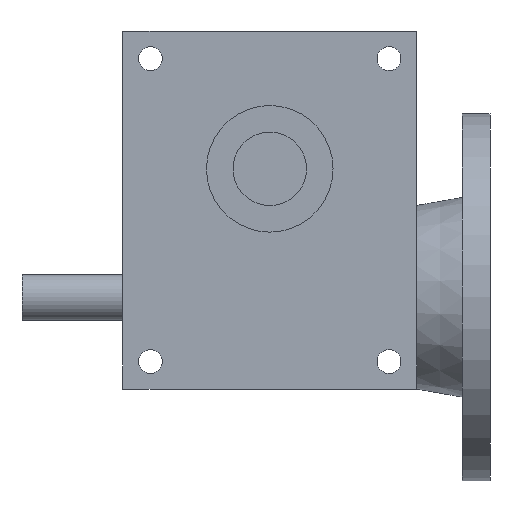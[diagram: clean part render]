
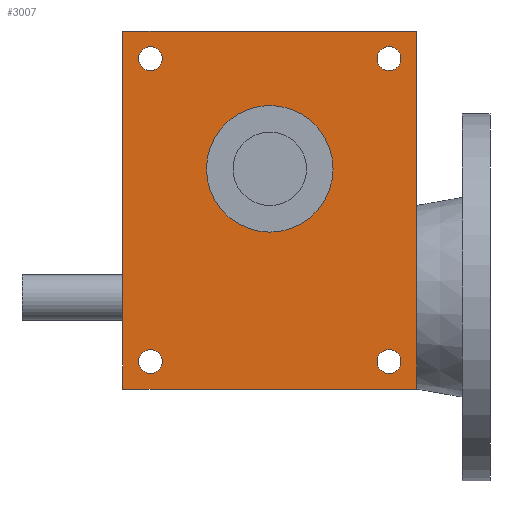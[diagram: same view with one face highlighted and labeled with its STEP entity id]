
A CAD part, front view. The second image highlights one B-rep face of the part: STEP entity #3007.
In plain terms, the highlighted planar face has unit normal (0, -1, 0).
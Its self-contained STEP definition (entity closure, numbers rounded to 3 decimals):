
#157=LINE('',#4552,#385);
#160=LINE('',#4568,#388);
#161=LINE('',#4570,#389);
#162=LINE('',#4572,#390);
#385=VECTOR('',#3717,1000.);
#388=VECTOR('',#3732,1000.);
#389=VECTOR('',#3733,1000.);
#390=VECTOR('',#3734,1000.);
#747=ORIENTED_EDGE('',*,*,#1407,.T.);
#748=ORIENTED_EDGE('',*,*,#1408,.T.);
#749=ORIENTED_EDGE('',*,*,#1409,.T.);
#750=ORIENTED_EDGE('',*,*,#1410,.T.);
#751=ORIENTED_EDGE('',*,*,#1411,.T.);
#752=ORIENTED_EDGE('',*,*,#1412,.T.);
#753=ORIENTED_EDGE('',*,*,#1413,.F.);
#754=ORIENTED_EDGE('',*,*,#1414,.F.);
#755=ORIENTED_EDGE('',*,*,#1404,.T.);
#1404=EDGE_CURVE('',#1764,#1763,#157,.T.);
#1407=EDGE_CURVE('',#1766,#1766,#2024,.T.);
#1408=EDGE_CURVE('',#1767,#1767,#2025,.T.);
#1409=EDGE_CURVE('',#1768,#1768,#2026,.T.);
#1410=EDGE_CURVE('',#1769,#1769,#2027,.T.);
#1411=EDGE_CURVE('',#1770,#1770,#2028,.T.);
#1412=EDGE_CURVE('',#1763,#1771,#160,.T.);
#1413=EDGE_CURVE('',#1772,#1771,#161,.T.);
#1414=EDGE_CURVE('',#1764,#1772,#162,.T.);
#1763=VERTEX_POINT('',#4551);
#1764=VERTEX_POINT('',#4553);
#1766=VERTEX_POINT('',#4559);
#1767=VERTEX_POINT('',#4561);
#1768=VERTEX_POINT('',#4563);
#1769=VERTEX_POINT('',#4565);
#1770=VERTEX_POINT('',#4567);
#1771=VERTEX_POINT('',#4569);
#1772=VERTEX_POINT('',#4571);
#2024=CIRCLE('',#3267,6.5);
#2025=CIRCLE('',#3268,6.5);
#2026=CIRCLE('',#3269,6.5);
#2027=CIRCLE('',#3270,6.5);
#2028=CIRCLE('',#3271,34.5);
#2217=EDGE_LOOP('',(#747));
#2218=EDGE_LOOP('',(#748));
#2219=EDGE_LOOP('',(#749));
#2220=EDGE_LOOP('',(#750));
#2221=EDGE_LOOP('',(#751));
#2222=EDGE_LOOP('',(#752,#753,#754,#755));
#2492=FACE_BOUND('',#2217,.T.);
#2493=FACE_BOUND('',#2218,.T.);
#2494=FACE_BOUND('',#2219,.T.);
#2495=FACE_BOUND('',#2220,.T.);
#2496=FACE_BOUND('',#2221,.T.);
#2497=FACE_BOUND('',#2222,.T.);
#2675=PLANE('',#3266);
#3007=ADVANCED_FACE('',(#2492,#2493,#2494,#2495,#2496,#2497),#2675,.F.);
#3266=AXIS2_PLACEMENT_3D('',#4557,#3720,#3721);
#3267=AXIS2_PLACEMENT_3D('',#4558,#3722,#3723);
#3268=AXIS2_PLACEMENT_3D('',#4560,#3724,#3725);
#3269=AXIS2_PLACEMENT_3D('',#4562,#3726,#3727);
#3270=AXIS2_PLACEMENT_3D('',#4564,#3728,#3729);
#3271=AXIS2_PLACEMENT_3D('',#4566,#3730,#3731);
#3717=DIRECTION('',(0.,0.,-1.));
#3720=DIRECTION('',(0.,1.,0.));
#3721=DIRECTION('',(0.,0.,1.));
#3722=DIRECTION('',(0.,1.,0.));
#3723=DIRECTION('',(1.,0.,0.));
#3724=DIRECTION('',(0.,1.,0.));
#3725=DIRECTION('',(1.,0.,0.));
#3726=DIRECTION('',(0.,1.,0.));
#3727=DIRECTION('',(1.,0.,0.));
#3728=DIRECTION('',(0.,1.,0.));
#3729=DIRECTION('',(1.,0.,0.));
#3730=DIRECTION('',(0.,1.,0.));
#3731=DIRECTION('',(1.,0.,0.));
#3732=DIRECTION('',(1.,0.,0.));
#3733=DIRECTION('',(0.,0.,-1.));
#3734=DIRECTION('',(1.,0.,0.));
#4551=CARTESIAN_POINT('',(-80.,-60.,-97.5));
#4552=CARTESIAN_POINT('',(-80.,-60.,97.5));
#4553=CARTESIAN_POINT('',(-80.,-60.,97.5));
#4557=CARTESIAN_POINT('',(-80.,-60.,97.5));
#4558=CARTESIAN_POINT('',(65.,-60.,82.5));
#4559=CARTESIAN_POINT('',(71.5,-60.,82.5));
#4560=CARTESIAN_POINT('',(-65.,-60.,82.5));
#4561=CARTESIAN_POINT('',(-58.5,-60.,82.5));
#4562=CARTESIAN_POINT('',(-65.,-60.,-82.5));
#4563=CARTESIAN_POINT('',(-58.5,-60.,-82.5));
#4564=CARTESIAN_POINT('',(65.,-60.,-82.5));
#4565=CARTESIAN_POINT('',(71.5,-60.,-82.5));
#4566=CARTESIAN_POINT('',(0.,-60.,22.5));
#4567=CARTESIAN_POINT('',(34.5,-60.,22.5));
#4568=CARTESIAN_POINT('',(-80.,-60.,-97.5));
#4569=CARTESIAN_POINT('',(80.,-60.,-97.5));
#4570=CARTESIAN_POINT('',(80.,-60.,97.5));
#4571=CARTESIAN_POINT('',(80.,-60.,97.5));
#4572=CARTESIAN_POINT('',(-80.,-60.,97.5));
